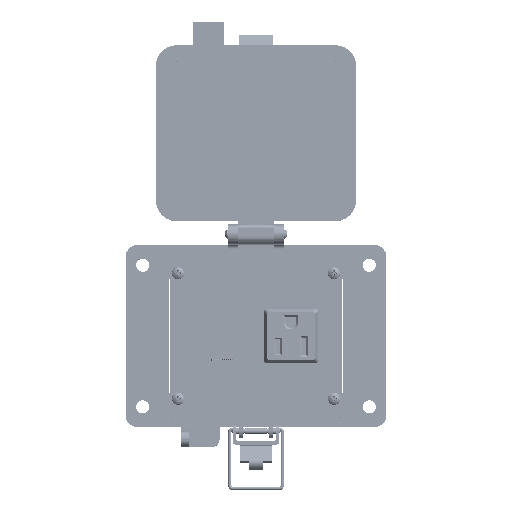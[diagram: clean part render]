
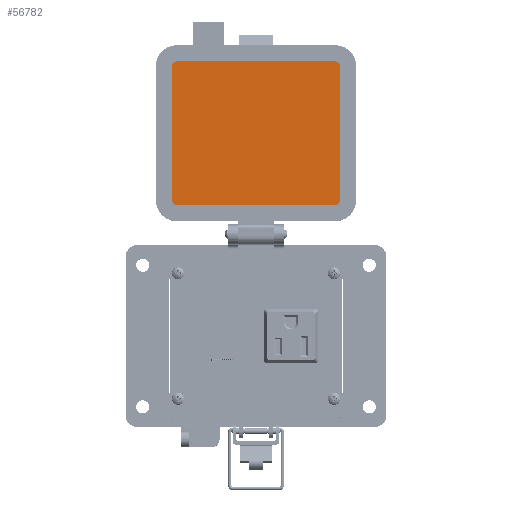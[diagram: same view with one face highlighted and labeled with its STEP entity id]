
A CAD part, top view. The second image highlights one B-rep face of the part: STEP entity #56782.
In plain terms, the highlighted planar face has unit normal (0, 0, 1).
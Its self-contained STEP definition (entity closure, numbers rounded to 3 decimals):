
#13 = DIRECTION ( 'NONE',  ( 1., 0., 0. ) ) ;
#332 = DIRECTION ( 'NONE',  ( 0., 1., 0. ) ) ;
#3761 = ORIENTED_EDGE ( 'NONE', *, *, #39878, .F. ) ;
#3893 = LINE ( 'NONE', #23891, #84932 ) ;
#5600 = ORIENTED_EDGE ( 'NONE', *, *, #28337, .F. ) ;
#5810 = CARTESIAN_POINT ( 'NONE',  ( 35.912, 57.705, 19.202 ) ) ;
#6160 = CARTESIAN_POINT ( 'NONE',  ( -3.279, 128.688, 19.202 ) ) ;
#6824 = CARTESIAN_POINT ( 'NONE',  ( -44.769, 60.004, 19.202 ) ) ;
#7553 = LINE ( 'NONE', #62436, #34821 ) ;
#8342 = VERTEX_POINT ( 'NONE', #11627 ) ;
#8940 = CIRCLE ( 'NONE', #19124, 2.299 ) ;
#11627 = CARTESIAN_POINT ( 'NONE',  ( -44.769, 126.389, 19.202 ) ) ;
#11643 = AXIS2_PLACEMENT_3D ( 'NONE', #14575, #42241, #69881 ) ;
#13671 = VERTEX_POINT ( 'NONE', #53681 ) ;
#13883 = VECTOR ( 'NONE', #47005, 1000. ) ;
#14052 = DIRECTION ( 'NONE',  ( 0., 0., -1. ) ) ;
#14575 = CARTESIAN_POINT ( 'NONE',  ( -42.469, 60.004, 19.202 ) ) ;
#15486 = AXIS2_PLACEMENT_3D ( 'NONE', #85868, #78629, #23813 ) ;
#15547 = AXIS2_PLACEMENT_3D ( 'NONE', #89341, #20476, #47684 ) ;
#19124 = AXIS2_PLACEMENT_3D ( 'NONE', #26782, #14052, #13 ) ;
#19306 = ORIENTED_EDGE ( 'NONE', *, *, #40527, .F. ) ;
#20476 = DIRECTION ( 'NONE',  ( 0., 0., -1. ) ) ;
#21344 = CIRCLE ( 'NONE', #15486, 2.299 ) ;
#23813 = DIRECTION ( 'NONE',  ( 0., -1., 0. ) ) ;
#23891 = CARTESIAN_POINT ( 'NONE',  ( 38.212, 93.196, 19.202 ) ) ;
#26782 = CARTESIAN_POINT ( 'NONE',  ( 35.912, 126.389, 19.202 ) ) ;
#27704 = ORIENTED_EDGE ( 'NONE', *, *, #75273, .F. ) ;
#28337 = EDGE_CURVE ( 'NONE', #56029, #13671, #68295, .T. ) ;
#31107 = AXIS2_PLACEMENT_3D ( 'NONE', #73627, #74507, #68171 ) ;
#32923 = ORIENTED_EDGE ( 'NONE', *, *, #68722, .F. ) ;
#34821 = VECTOR ( 'NONE', #332, 1000. ) ;
#36555 = CARTESIAN_POINT ( 'NONE',  ( 38.212, 60.004, 19.202 ) ) ;
#36972 = FACE_OUTER_BOUND ( 'NONE', #68810, .T. ) ;
#38502 = CARTESIAN_POINT ( 'NONE',  ( -42.469, 57.705, 19.202 ) ) ;
#39878 = EDGE_CURVE ( 'NONE', #86624, #54950, #48520, .T. ) ;
#40527 = EDGE_CURVE ( 'NONE', #88831, #65580, #3893, .T. ) ;
#42241 = DIRECTION ( 'NONE',  ( 0., 0., -1. ) ) ;
#44573 = ORIENTED_EDGE ( 'NONE', *, *, #69451, .F. ) ;
#47005 = DIRECTION ( 'NONE',  ( 1., 0., 0. ) ) ;
#47127 = ORIENTED_EDGE ( 'NONE', *, *, #49330, .F. ) ;
#47684 = DIRECTION ( 'NONE',  ( 0., -1., 0. ) ) ;
#47917 = CIRCLE ( 'NONE', #11643, 2.299 ) ;
#48520 = LINE ( 'NONE', #62121, #61663 ) ;
#48977 = DIRECTION ( 'NONE',  ( -1., 0., 0. ) ) ;
#49330 = EDGE_CURVE ( 'NONE', #68205, #8342, #7553, .T. ) ;
#51525 = DIRECTION ( 'NONE',  ( 0., -1., 0. ) ) ;
#53518 = EDGE_CURVE ( 'NONE', #13671, #88831, #8940, .T. ) ;
#53681 = CARTESIAN_POINT ( 'NONE',  ( 35.912, 128.688, 19.202 ) ) ;
#54950 = VERTEX_POINT ( 'NONE', #38502 ) ;
#56029 = VERTEX_POINT ( 'NONE', #73053 ) ;
#56782 = ADVANCED_FACE ( 'NONE', ( #36972 ), #65045, .T. ) ;
#61663 = VECTOR ( 'NONE', #48977, 1000. ) ;
#62121 = CARTESIAN_POINT ( 'NONE',  ( -3.279, 57.705, 19.202 ) ) ;
#62436 = CARTESIAN_POINT ( 'NONE',  ( -44.769, 93.196, 19.202 ) ) ;
#65045 = PLANE ( 'NONE',  #31107 ) ;
#65580 = VERTEX_POINT ( 'NONE', #36555 ) ;
#68171 = DIRECTION ( 'NONE',  ( -1., 0., 0. ) ) ;
#68205 = VERTEX_POINT ( 'NONE', #6824 ) ;
#68295 = LINE ( 'NONE', #6160, #13883 ) ;
#68722 = EDGE_CURVE ( 'NONE', #65580, #86624, #21344, .T. ) ;
#68810 = EDGE_LOOP ( 'NONE', ( #32923, #19306, #80792, #5600, #44573, #47127, #27704, #3761 ) ) ;
#69451 = EDGE_CURVE ( 'NONE', #8342, #56029, #79279, .T. ) ;
#69881 = DIRECTION ( 'NONE',  ( 1., 0., 0. ) ) ;
#72095 = CARTESIAN_POINT ( 'NONE',  ( 38.212, 126.389, 19.202 ) ) ;
#73053 = CARTESIAN_POINT ( 'NONE',  ( -42.469, 128.688, 19.202 ) ) ;
#73627 = CARTESIAN_POINT ( 'NONE',  ( 39.871, 130.108, 19.202 ) ) ;
#74507 = DIRECTION ( 'NONE',  ( 0., 0., 1. ) ) ;
#75273 = EDGE_CURVE ( 'NONE', #54950, #68205, #47917, .T. ) ;
#78629 = DIRECTION ( 'NONE',  ( 0., 0., -1. ) ) ;
#79279 = CIRCLE ( 'NONE', #15547, 2.299 ) ;
#80792 = ORIENTED_EDGE ( 'NONE', *, *, #53518, .F. ) ;
#84932 = VECTOR ( 'NONE', #51525, 1000. ) ;
#85868 = CARTESIAN_POINT ( 'NONE',  ( 35.912, 60.004, 19.202 ) ) ;
#86624 = VERTEX_POINT ( 'NONE', #5810 ) ;
#88831 = VERTEX_POINT ( 'NONE', #72095 ) ;
#89341 = CARTESIAN_POINT ( 'NONE',  ( -42.469, 126.389, 19.202 ) ) ;
